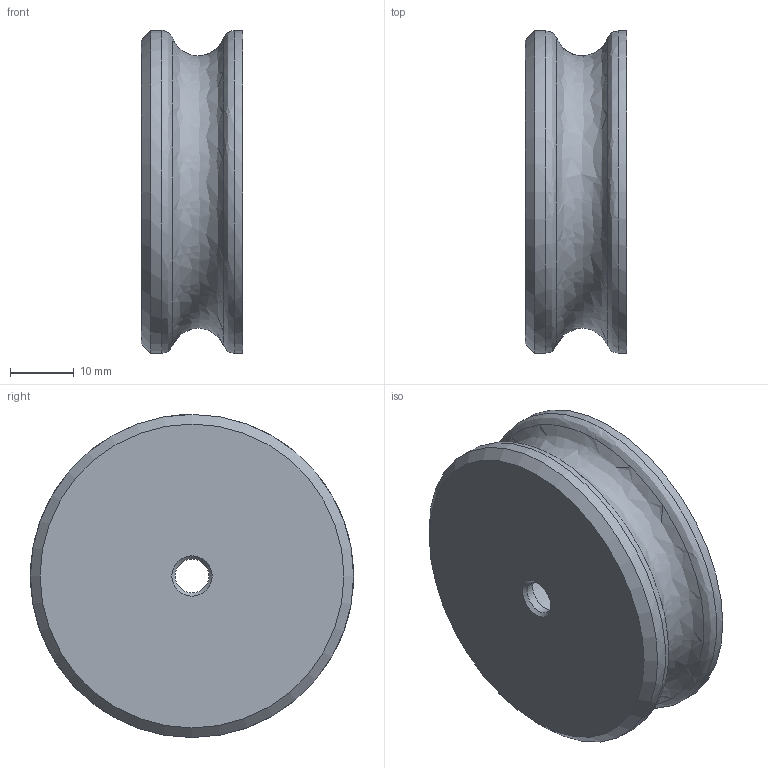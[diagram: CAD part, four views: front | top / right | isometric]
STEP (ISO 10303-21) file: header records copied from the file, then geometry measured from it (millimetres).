
FILE_DESCRIPTION(('FreeCAD Model'),'2;1');
FILE_NAME('Hy-Con_IFXE2208_8.5.step','2023-06-20T14:36:01', ('FreeCAD'),('FreeCAD'),'Open CASCADE STEP processor 6.6','FreeCAD', 'Unknown');
FILE_SCHEMA(('AUTOMOTIVE_DESIGN_CC2 { 1 2 10303 214 -1 1 5 4 }'));
Length unit declared in the file: millimetre
Products named in the file (1): Chamfer002
Bounding box: 15.9 x 50.5 x 50.5 mm (x, y, z)
Volume: 19963.4 mm3; surface area: 7930.3 mm2
Topology: 1 solids, 1 shells, 63 faces, 148 edges, 87 vertices
Faces by surface type: cylinder 23, plane 22, torus 13, cone 2, bspline 2, revolution 1
Full cylindrical faces by diameter (mm): 5.3 x1, 9.6 x1, 26.96 x1, 50.5 x2
Entity records: 8826 total; most frequent: CARTESIAN_POINT 5962, DIRECTION 500, ORIENTED_EDGE 296, PCURVE 296, DEFINITIONAL_REPRESENTATION 296, LINE 229, VECTOR 229, EDGE_CURVE 148
